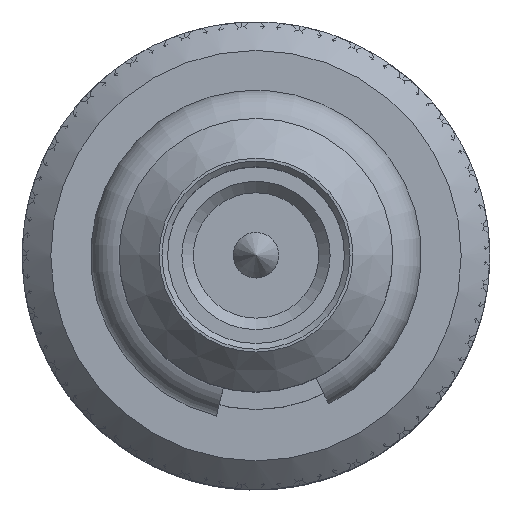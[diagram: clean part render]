
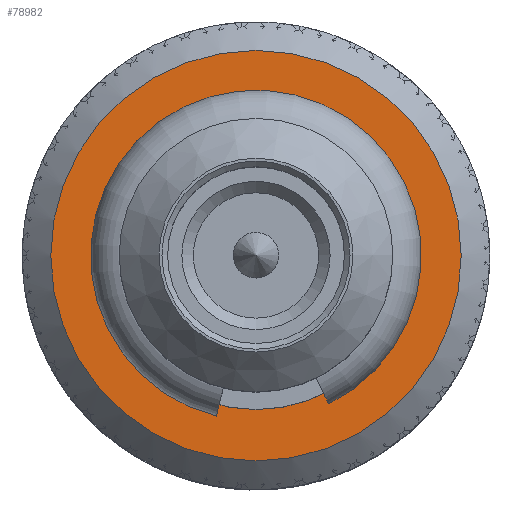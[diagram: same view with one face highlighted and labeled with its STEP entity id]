
A CAD part, top view. The second image highlights one B-rep face of the part: STEP entity #78982.
In plain terms, the highlighted planar face has unit normal (0, 0, 1).
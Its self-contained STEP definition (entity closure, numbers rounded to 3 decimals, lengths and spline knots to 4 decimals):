
#88=PLANE('',#82796);
#11709=CIRCLE('',#82797,1.8);
#11710=CIRCLE('',#82798,1.35);
#24645=ORIENTED_EDGE('',*,*,#46575,.T.);
#24646=ORIENTED_EDGE('',*,*,#46576,.T.);
#46575=EDGE_CURVE('',#55496,#55496,#11709,.F.);
#46576=EDGE_CURVE('',#55497,#55497,#11710,.T.);
#55496=VERTEX_POINT('',#206985);
#55497=VERTEX_POINT('',#206987);
#65748=EDGE_LOOP('',(#24645));
#65749=EDGE_LOOP('',(#24646));
#71982=FACE_BOUND('',#65748,.T.);
#71983=FACE_BOUND('',#65749,.T.);
#78982=ADVANCED_FACE('',(#71982,#71983),#88,.F.);
#82796=AXIS2_PLACEMENT_3D('',#206983,#84888,#84889);
#82797=AXIS2_PLACEMENT_3D('',#206984,#84890,#84891);
#82798=AXIS2_PLACEMENT_3D('',#206986,#84892,#84893);
#84888=DIRECTION('',(0.,0.,-1.));
#84889=DIRECTION('',(-1.,0.,0.));
#84890=DIRECTION('',(0.,0.,-1.));
#84891=DIRECTION('',(-1.,0.,0.));
#84892=DIRECTION('',(0.,0.,-1.));
#84893=DIRECTION('',(-1.,0.,0.));
#206983=CARTESIAN_POINT('',(0.,0.,0.));
#206984=CARTESIAN_POINT('',(0.,0.,0.));
#206985=CARTESIAN_POINT('',(-1.8,0.,0.));
#206986=CARTESIAN_POINT('',(0.,0.,0.));
#206987=CARTESIAN_POINT('',(-1.35,0.,0.));
